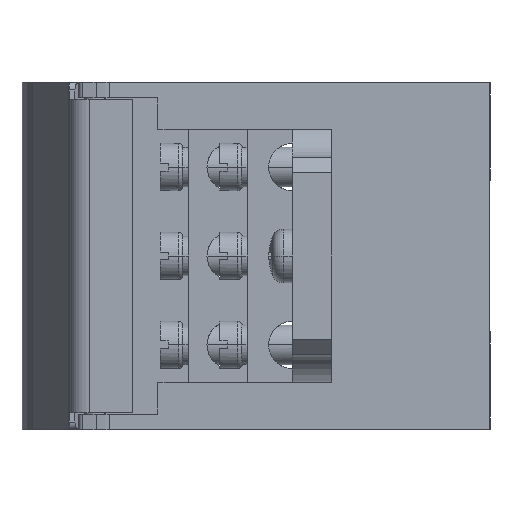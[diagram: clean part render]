
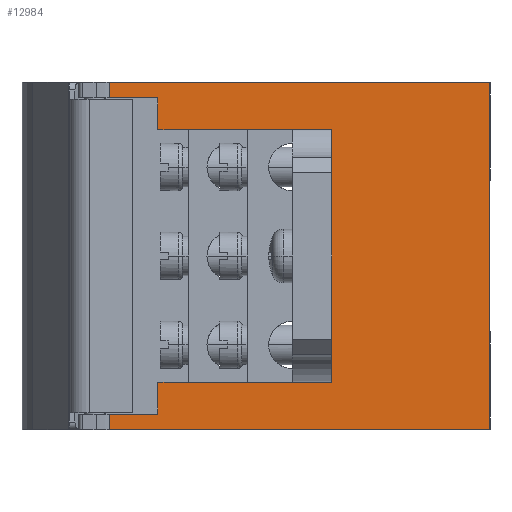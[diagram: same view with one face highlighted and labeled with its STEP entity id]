
A CAD part, left-side view. The second image highlights one B-rep face of the part: STEP entity #12984.
In plain terms, the highlighted planar face has unit normal (-1, 0, 0).
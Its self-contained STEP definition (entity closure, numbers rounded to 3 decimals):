
#776=DIRECTION('',(0.,0.,-1.));
#777=VECTOR('',#776,3.5);
#778=CARTESIAN_POINT('',(-21.,20.,-12.5));
#779=LINE('',#778,#777);
#792=DIRECTION('',(0.,0.,-1.));
#793=VECTOR('',#792,3.5);
#794=CARTESIAN_POINT('',(-21.,20.,16.));
#795=LINE('',#794,#793);
#2756=DIRECTION('',(0.,0.,1.));
#2757=VECTOR('',#2756,25.);
#2758=CARTESIAN_POINT('',(-21.,20.,-12.5));
#2759=LINE('',#2758,#2757);
#2760=DIRECTION('',(0.,1.,0.));
#2761=VECTOR('',#2760,6.172);
#2762=CARTESIAN_POINT('',(-21.,42.,20.));
#2763=LINE('',#2762,#2761);
#2764=DIRECTION('',(0.,0.,1.));
#2765=VECTOR('',#2764,2.);
#2766=CARTESIAN_POINT('',(-21.,48.172,20.));
#2767=LINE('',#2766,#2765);
#2768=DIRECTION('',(0.,-1.,0.));
#2769=VECTOR('',#2768,48.172);
#2770=CARTESIAN_POINT('',(-21.,48.172,22.));
#2771=LINE('',#2770,#2769);
#2772=DIRECTION('',(0.,1.,0.));
#2773=VECTOR('',#2772,48.172);
#2774=CARTESIAN_POINT('',(-21.,0.,-22.));
#2775=LINE('',#2774,#2773);
#2776=DIRECTION('',(0.,-1.,0.));
#2777=VECTOR('',#2776,6.172);
#2778=CARTESIAN_POINT('',(-21.,48.172,-20.));
#2779=LINE('',#2778,#2777);
#2784=DIRECTION('',(0.,-1.,0.));
#2785=VECTOR('',#2784,22.);
#2786=CARTESIAN_POINT('',(-21.,42.,16.));
#2787=LINE('',#2786,#2785);
#2796=DIRECTION('',(0.,0.,-1.));
#2797=VECTOR('',#2796,4.);
#2798=CARTESIAN_POINT('',(-21.,42.,20.));
#2799=LINE('',#2798,#2797);
#4944=DIRECTION('',(0.,0.,1.));
#4945=VECTOR('',#4944,44.);
#4946=CARTESIAN_POINT('',(-21.,0.,-22.));
#4947=LINE('',#4946,#4945);
#5332=DIRECTION('',(0.,0.,-1.));
#5333=VECTOR('',#5332,2.);
#5334=CARTESIAN_POINT('',(-21.,48.172,-20.));
#5335=LINE('',#5334,#5333);
#5461=DIRECTION('',(0.,0.,-1.));
#5462=VECTOR('',#5461,4.);
#5463=CARTESIAN_POINT('',(-21.,42.,-16.));
#5464=LINE('',#5463,#5462);
#5485=DIRECTION('',(0.,1.,0.));
#5486=VECTOR('',#5485,22.);
#5487=CARTESIAN_POINT('',(-21.,20.,-16.));
#5488=LINE('',#5487,#5486);
#7055=CARTESIAN_POINT('',(-21.,48.172,-22.));
#7056=VERTEX_POINT('',#7055);
#7057=CARTESIAN_POINT('',(-21.,0.,-22.));
#7058=VERTEX_POINT('',#7057);
#7111=CARTESIAN_POINT('',(-21.,48.172,-20.));
#7113=VERTEX_POINT('',#7111);
#7181=CARTESIAN_POINT('',(-21.,48.172,20.));
#7182=VERTEX_POINT('',#7181);
#7184=CARTESIAN_POINT('',(-21.,42.,20.));
#7186=VERTEX_POINT('',#7184);
#7229=CARTESIAN_POINT('',(-21.,0.,22.));
#7230=VERTEX_POINT('',#7229);
#7231=CARTESIAN_POINT('',(-21.,48.172,22.));
#7232=VERTEX_POINT('',#7231);
#7245=CARTESIAN_POINT('',(-21.,42.,-20.));
#7246=VERTEX_POINT('',#7245);
#7247=CARTESIAN_POINT('',(-21.,42.,-16.));
#7248=VERTEX_POINT('',#7247);
#7249=CARTESIAN_POINT('',(-21.,20.,-16.));
#7250=VERTEX_POINT('',#7249);
#7251=CARTESIAN_POINT('',(-21.,42.,16.));
#7252=CARTESIAN_POINT('',(-21.,20.,16.));
#7253=VERTEX_POINT('',#7251);
#7254=VERTEX_POINT('',#7252);
#8625=CARTESIAN_POINT('',(-21.,20.,-12.5));
#8626=CARTESIAN_POINT('',(-21.,20.,12.5));
#8627=VERTEX_POINT('',#8625);
#8628=VERTEX_POINT('',#8626);
#12952=CARTESIAN_POINT('',(-21.,24.086,0.));
#12953=DIRECTION('',(1.,0.,0.));
#12954=DIRECTION('',(0.,-1.,0.));
#12955=AXIS2_PLACEMENT_3D('',#12952,#12953,#12954);
#12956=PLANE('',#12955);
#12957=ORIENTED_EDGE('',*,*,#12885,.T.);
#12958=ORIENTED_EDGE('',*,*,#9921,.F.);
#12960=ORIENTED_EDGE('',*,*,#12959,.F.);
#12962=ORIENTED_EDGE('',*,*,#12961,.F.);
#12964=ORIENTED_EDGE('',*,*,#12963,.T.);
#12966=ORIENTED_EDGE('',*,*,#12965,.T.);
#12968=ORIENTED_EDGE('',*,*,#12967,.T.);
#12970=ORIENTED_EDGE('',*,*,#12969,.F.);
#12972=ORIENTED_EDGE('',*,*,#12971,.T.);
#12974=ORIENTED_EDGE('',*,*,#12973,.F.);
#12976=ORIENTED_EDGE('',*,*,#12975,.T.);
#12978=ORIENTED_EDGE('',*,*,#12977,.F.);
#12980=ORIENTED_EDGE('',*,*,#12979,.F.);
#12981=ORIENTED_EDGE('',*,*,#9905,.F.);
#12982=EDGE_LOOP('',(#12957,#12958,#12960,#12962,#12964,#12966,#12968,#12970,
#12972,#12974,#12976,#12978,#12980,#12981));
#12983=FACE_OUTER_BOUND('',#12982,.F.);
#9905=EDGE_CURVE('',#8627,#7250,#779,.T.);
#9921=EDGE_CURVE('',#7254,#8628,#795,.T.);
#12885=EDGE_CURVE('',#8627,#8628,#2759,.T.);
#12959=EDGE_CURVE('',#7253,#7254,#2787,.T.);
#12961=EDGE_CURVE('',#7186,#7253,#2799,.T.);
#12963=EDGE_CURVE('',#7186,#7182,#2763,.T.);
#12965=EDGE_CURVE('',#7182,#7232,#2767,.T.);
#12967=EDGE_CURVE('',#7232,#7230,#2771,.T.);
#12969=EDGE_CURVE('',#7058,#7230,#4947,.T.);
#12971=EDGE_CURVE('',#7058,#7056,#2775,.T.);
#12973=EDGE_CURVE('',#7113,#7056,#5335,.T.);
#12975=EDGE_CURVE('',#7113,#7246,#2779,.T.);
#12977=EDGE_CURVE('',#7248,#7246,#5464,.T.);
#12979=EDGE_CURVE('',#7250,#7248,#5488,.T.);
#12984=ADVANCED_FACE('',(#12983),#12956,.F.);
